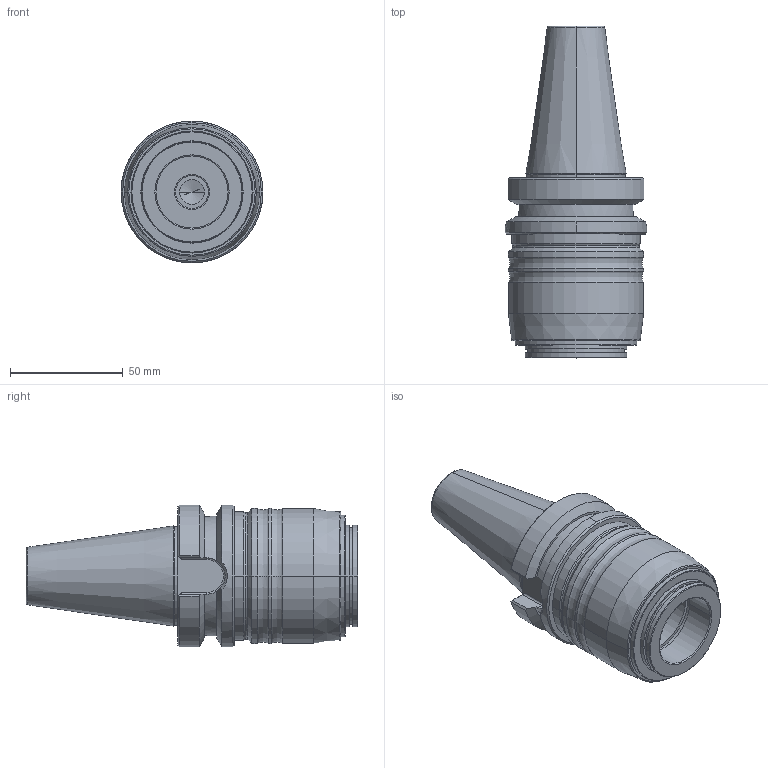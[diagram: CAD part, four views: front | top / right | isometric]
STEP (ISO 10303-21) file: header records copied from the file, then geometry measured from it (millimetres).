
FILE_DESCRIPTION((''),'2;1');
FILE_NAME('23600-40BT_SW0001','2016-04-01T',('040'),(''),'CREO PARAMETRIC BY PTC INC, 2015380','CREO PARAMETRIC BY PTC INC, 2015380','');
FILE_SCHEMA(('CONFIG_CONTROL_DESIGN'));
Length unit declared in the file: millimetre
Products named in the file (1): 23600-40BT_SW0001
Bounding box: 63 x 147.4 x 63 mm (x, y, z)
Volume: 232332.2 mm3; surface area: 35949.2 mm2
Topology: 1 solids, 1 shells, 135 faces, 306 edges, 182 vertices
Faces by surface type: cylinder 48, cone 36, plane 31, torus 18, bspline 2
Entity records: 4001 total; most frequent: CARTESIAN_POINT 920, DIRECTION 680, ORIENTED_EDGE 604, EDGE_CURVE 302, AXIS2_PLACEMENT_3D 281, VERTEX_POINT 182, EDGE_LOOP 148, CIRCLE 148
